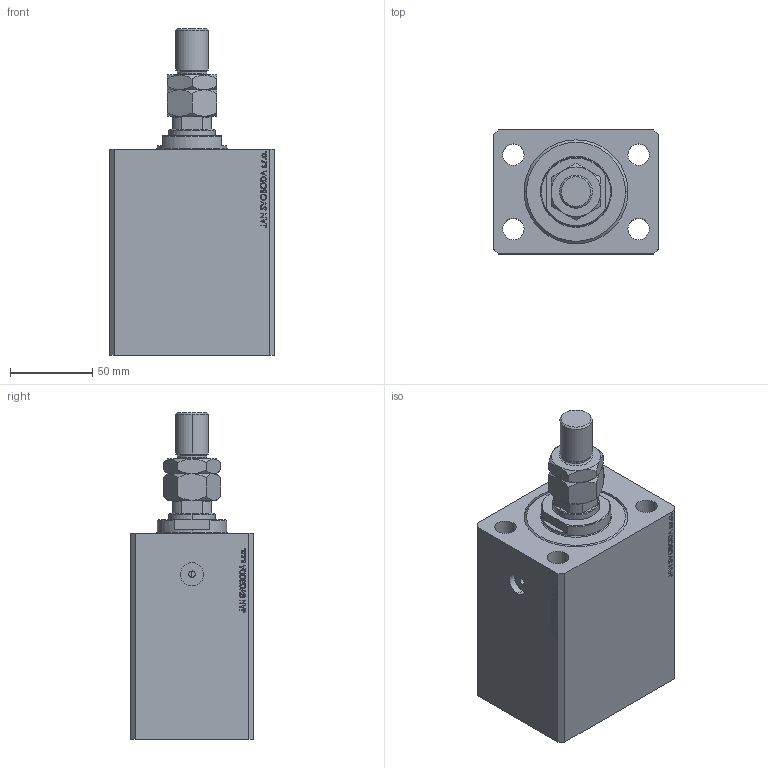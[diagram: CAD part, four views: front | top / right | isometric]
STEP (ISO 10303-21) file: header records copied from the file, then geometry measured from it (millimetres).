
FILE_DESCRIPTION (( 'STEP AP203' ), '1' );
FILE_NAME ('65b6.STEP', '2022-04-09T18:33:33', ( '' ), ( '' ), 'SwSTEP 2.0', 'SolidWorks 2019', '' );
FILE_SCHEMA (( 'CONFIG_CONTROL_DESIGN' ));
Length unit declared in the file: millimetre
Products named in the file (5): V250CE_C_VCP 9356c2d735e0efcfc8886e4ec397fe5a; V250CE_VC_C 9356c2d735e0efcfc8886e4ec397fe5a; 65b6; V250CE_C_Body 9356c2d735e0efcfc8886e4ec397fe5a; MTA 9356c2d735e0efcfc8886e4ec397fe5a
Assembly tree (4 placements, depth 2):
  65b6
    V250CE_C_Body 9356c2d735e0efcfc8886e4ec397fe5a
    V250CE_C_VCP 9356c2d735e0efcfc8886e4ec397fe5a
    V250CE_VC_C 9356c2d735e0efcfc8886e4ec397fe5a
    MTA 9356c2d735e0efcfc8886e4ec397fe5a
Bounding box: 100 x 75 x 197.9 mm (x, y, z)
Volume: 833332.2 mm3; surface area: 138745.1 mm2
Topology: 4 solids, 4 shells, 917 faces, 2353 edges, 1547 vertices
Faces by surface type: plane 443, bspline 374, cylinder 50, cone 42, torus 8
Entity records: 46226 total; most frequent: CARTESIAN_POINT 25982, ORIENTED_EDGE 4702, DIRECTION 2783, EDGE_CURVE 2351, VERTEX_POINT 1547, LINE 1387, VECTOR 1387, EDGE_LOOP 1038
